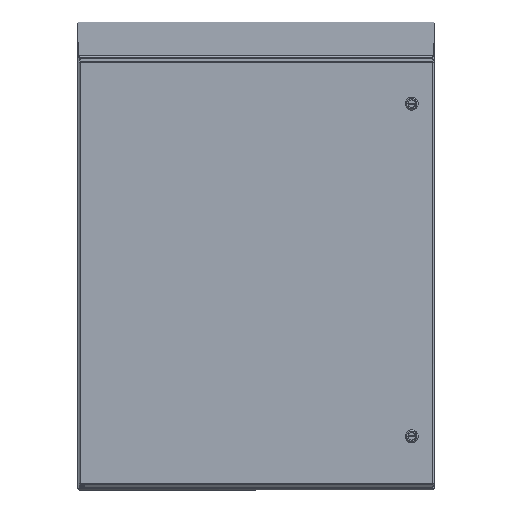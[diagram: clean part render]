
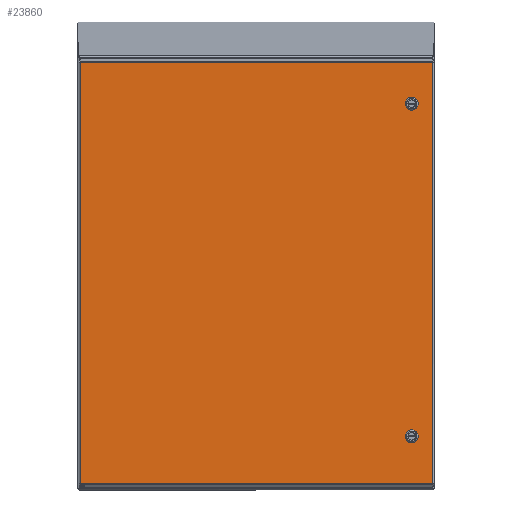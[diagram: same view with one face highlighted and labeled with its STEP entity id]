
A CAD part, top view. The second image highlights one B-rep face of the part: STEP entity #23860.
In plain terms, the highlighted planar face has unit normal (0, 0, 1).
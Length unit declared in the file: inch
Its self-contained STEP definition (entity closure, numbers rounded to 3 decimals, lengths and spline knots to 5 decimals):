
#22033=CARTESIAN_POINT('',(27.96087,-30.83316,0.074));
#22034=VERTEX_POINT('',#22033);
#22041=CARTESIAN_POINT('',(27.77499,-30.64723,0.074));
#22042=VERTEX_POINT('',#22041);
#22043=CARTESIAN_POINT('',(27.56134,-31.04668,0.074));
#22044=DIRECTION('',(0.0,0.0,-1.0));
#22045=DIRECTION('',(0.882,0.471,0.0));
#22046=AXIS2_PLACEMENT_3D('',#22043,#22044,#22045);
#22047=CIRCLE('',#22046,0.453);
#22048=EDGE_CURVE('',#22042,#22034,#22047,.T.);
#22073=CARTESIAN_POINT('',(27.34787,-30.64723,0.074));
#22074=VERTEX_POINT('',#22073);
#22075=CARTESIAN_POINT('',(27.34787,-30.64723,0.074));
#22076=DIRECTION('',(1.0,0.,0.0));
#22077=VECTOR('',#22076,0.42712);
#22078=LINE('',#22075,#22077);
#22079=EDGE_CURVE('',#22074,#22042,#22078,.T.);
#22105=CARTESIAN_POINT('',(27.16187,-30.83316,0.074));
#22106=VERTEX_POINT('',#22105);
#22107=CARTESIAN_POINT('',(27.56134,-31.04677,0.074));
#22108=DIRECTION('',(0.0,0.0,-1.0));
#22109=DIRECTION('',(-0.471,0.882,0.0));
#22110=AXIS2_PLACEMENT_3D('',#22107,#22108,#22109);
#22111=CIRCLE('',#22110,0.453);
#22112=EDGE_CURVE('',#22106,#22074,#22111,.T.);
#22137=CARTESIAN_POINT('',(27.16187,-31.26029,0.074));
#22138=VERTEX_POINT('',#22137);
#22139=CARTESIAN_POINT('',(27.16187,-31.26029,0.074));
#22140=DIRECTION('',(0.,1.0,0.0));
#22141=VECTOR('',#22140,0.42712);
#22142=LINE('',#22139,#22141);
#22143=EDGE_CURVE('',#22138,#22106,#22142,.T.);
#22169=CARTESIAN_POINT('',(27.3478,-31.44623,0.074));
#22170=VERTEX_POINT('',#22169);
#22171=CARTESIAN_POINT('',(27.56137,-31.04673,0.074));
#22172=DIRECTION('',(0.0,0.0,-1.0));
#22173=DIRECTION('',(-0.882,-0.471,0.0));
#22174=AXIS2_PLACEMENT_3D('',#22171,#22172,#22173);
#22175=CIRCLE('',#22174,0.453);
#22176=EDGE_CURVE('',#22170,#22138,#22175,.T.);
#22201=CARTESIAN_POINT('',(27.77493,-31.44623,0.074));
#22202=VERTEX_POINT('',#22201);
#22203=CARTESIAN_POINT('',(27.77493,-31.44623,0.074));
#22204=DIRECTION('',(-1.0,0.,0.0));
#22205=VECTOR('',#22204,0.42712);
#22206=LINE('',#22203,#22205);
#22207=EDGE_CURVE('',#22202,#22170,#22206,.T.);
#22233=CARTESIAN_POINT('',(27.96087,-31.26029,0.074));
#22234=VERTEX_POINT('',#22233);
#22235=CARTESIAN_POINT('',(27.56137,-31.04673,0.074));
#22236=DIRECTION('',(0.0,0.0,-1.0));
#22237=DIRECTION('',(0.471,-0.882,0.0));
#22238=AXIS2_PLACEMENT_3D('',#22235,#22236,#22237);
#22239=CIRCLE('',#22238,0.453);
#22240=EDGE_CURVE('',#22234,#22202,#22239,.T.);
#22263=CARTESIAN_POINT('',(27.96087,-30.83316,0.074));
#22264=DIRECTION('',(0.,-1.0,0.0));
#22265=VECTOR('',#22264,0.42712);
#22266=LINE('',#22263,#22265);
#22267=EDGE_CURVE('',#22034,#22234,#22266,.T.);
#22289=CARTESIAN_POINT('',(27.96087,-2.83316,0.074));
#22290=VERTEX_POINT('',#22289);
#22297=CARTESIAN_POINT('',(27.77499,-2.64723,0.074));
#22298=VERTEX_POINT('',#22297);
#22299=CARTESIAN_POINT('',(27.56134,-3.04668,0.074));
#22300=DIRECTION('',(0.0,0.0,-1.0));
#22301=DIRECTION('',(0.882,0.471,0.0));
#22302=AXIS2_PLACEMENT_3D('',#22299,#22300,#22301);
#22303=CIRCLE('',#22302,0.453);
#22304=EDGE_CURVE('',#22298,#22290,#22303,.T.);
#22329=CARTESIAN_POINT('',(27.34787,-2.64723,0.074));
#22330=VERTEX_POINT('',#22329);
#22331=CARTESIAN_POINT('',(27.34787,-2.64723,0.074));
#22332=DIRECTION('',(1.0,0.,0.0));
#22333=VECTOR('',#22332,0.42712);
#22334=LINE('',#22331,#22333);
#22335=EDGE_CURVE('',#22330,#22298,#22334,.T.);
#22361=CARTESIAN_POINT('',(27.16187,-2.83316,0.074));
#22362=VERTEX_POINT('',#22361);
#22363=CARTESIAN_POINT('',(27.56134,-3.04677,0.074));
#22364=DIRECTION('',(0.0,0.0,-1.0));
#22365=DIRECTION('',(-0.471,0.882,0.0));
#22366=AXIS2_PLACEMENT_3D('',#22363,#22364,#22365);
#22367=CIRCLE('',#22366,0.453);
#22368=EDGE_CURVE('',#22362,#22330,#22367,.T.);
#22393=CARTESIAN_POINT('',(27.16187,-3.26029,0.074));
#22394=VERTEX_POINT('',#22393);
#22395=CARTESIAN_POINT('',(27.16187,-3.26029,0.074));
#22396=DIRECTION('',(0.,1.0,0.0));
#22397=VECTOR('',#22396,0.42712);
#22398=LINE('',#22395,#22397);
#22399=EDGE_CURVE('',#22394,#22362,#22398,.T.);
#22425=CARTESIAN_POINT('',(27.3478,-3.44623,0.074));
#22426=VERTEX_POINT('',#22425);
#22427=CARTESIAN_POINT('',(27.56137,-3.04673,0.074));
#22428=DIRECTION('',(0.0,0.0,-1.0));
#22429=DIRECTION('',(-0.882,-0.471,0.0));
#22430=AXIS2_PLACEMENT_3D('',#22427,#22428,#22429);
#22431=CIRCLE('',#22430,0.453);
#22432=EDGE_CURVE('',#22426,#22394,#22431,.T.);
#22457=CARTESIAN_POINT('',(27.77493,-3.44623,0.074));
#22458=VERTEX_POINT('',#22457);
#22459=CARTESIAN_POINT('',(27.77493,-3.44623,0.074));
#22460=DIRECTION('',(-1.0,0.,0.0));
#22461=VECTOR('',#22460,0.42712);
#22462=LINE('',#22459,#22461);
#22463=EDGE_CURVE('',#22458,#22426,#22462,.T.);
#22489=CARTESIAN_POINT('',(27.96087,-3.26029,0.074));
#22490=VERTEX_POINT('',#22489);
#22491=CARTESIAN_POINT('',(27.56137,-3.04673,0.074));
#22492=DIRECTION('',(0.0,0.0,-1.0));
#22493=DIRECTION('',(0.471,-0.882,0.0));
#22494=AXIS2_PLACEMENT_3D('',#22491,#22492,#22493);
#22495=CIRCLE('',#22494,0.453);
#22496=EDGE_CURVE('',#22490,#22458,#22495,.T.);
#22519=CARTESIAN_POINT('',(27.96087,-2.83316,0.074));
#22520=DIRECTION('',(0.,-1.0,0.0));
#22521=VECTOR('',#22520,0.42712);
#22522=LINE('',#22519,#22521);
#22523=EDGE_CURVE('',#22290,#22490,#22522,.T.);
#22576=CARTESIAN_POINT('',(29.33112,-35.0199,0.074));
#22577=VERTEX_POINT('',#22576);
#22605=CARTESIAN_POINT('',(29.33112,0.42645,0.074));
#22606=VERTEX_POINT('',#22605);
#22617=CARTESIAN_POINT('',(29.33112,-35.0199,0.074));
#22618=DIRECTION('',(0.0,1.0,0.0));
#22619=VECTOR('',#22618,35.44636);
#22620=LINE('',#22617,#22619);
#22621=EDGE_CURVE('',#22577,#22606,#22620,.T.);
#23068=CARTESIAN_POINT('',(-0.33338,-35.0199,0.074));
#23069=VERTEX_POINT('',#23068);
#23165=CARTESIAN_POINT('',(-0.33338,0.42645,0.074));
#23166=VERTEX_POINT('',#23165);
#23167=CARTESIAN_POINT('',(-0.33338,0.42645,0.074));
#23168=DIRECTION('',(0.0,-1.0,0.0));
#23169=VECTOR('',#23168,35.44636);
#23170=LINE('',#23167,#23169);
#23171=EDGE_CURVE('',#23166,#23069,#23170,.T.);
#23773=CARTESIAN_POINT('',(29.33112,0.42645,0.074));
#23774=DIRECTION('',(-1.0,0.0,0.0));
#23775=VECTOR('',#23774,29.6645);
#23776=LINE('',#23773,#23775);
#23777=EDGE_CURVE('',#22606,#23166,#23776,.T.);
#23807=CARTESIAN_POINT('',(-0.33338,-35.0199,0.074));
#23808=DIRECTION('',(1.0,0.0,0.0));
#23809=VECTOR('',#23808,29.6645);
#23810=LINE('',#23807,#23809);
#23811=EDGE_CURVE('',#23069,#22577,#23810,.T.);
#23829=CARTESIAN_POINT('',(14.49887,-17.29673,0.074));
#23830=DIRECTION('',(0.0,0.0,1.0));
#23831=DIRECTION('',(1.0,0.0,0.0));
#23832=AXIS2_PLACEMENT_3D('',#23829,#23830,#23831);
#23833=PLANE('',#23832);
#23834=ORIENTED_EDGE('',*,*,#23811,.T.);
#23835=ORIENTED_EDGE('',*,*,#22621,.T.);
#23836=ORIENTED_EDGE('',*,*,#23777,.T.);
#23837=ORIENTED_EDGE('',*,*,#23171,.T.);
#23838=EDGE_LOOP('',(#23834,#23835,#23836,#23837));
#23839=FACE_OUTER_BOUND('',#23838,.T.);
#23840=ORIENTED_EDGE('',*,*,#22048,.T.);
#23841=ORIENTED_EDGE('',*,*,#22267,.T.);
#23842=ORIENTED_EDGE('',*,*,#22240,.T.);
#23843=ORIENTED_EDGE('',*,*,#22207,.T.);
#23844=ORIENTED_EDGE('',*,*,#22176,.T.);
#23845=ORIENTED_EDGE('',*,*,#22143,.T.);
#23846=ORIENTED_EDGE('',*,*,#22112,.T.);
#23847=ORIENTED_EDGE('',*,*,#22079,.T.);
#23848=EDGE_LOOP('',(#23840,#23841,#23842,#23843,#23844,#23845,#23846,#23847));
#23849=FACE_BOUND('',#23848,.T.);
#23850=ORIENTED_EDGE('',*,*,#22304,.T.);
#23851=ORIENTED_EDGE('',*,*,#22523,.T.);
#23852=ORIENTED_EDGE('',*,*,#22496,.T.);
#23853=ORIENTED_EDGE('',*,*,#22463,.T.);
#23854=ORIENTED_EDGE('',*,*,#22432,.T.);
#23855=ORIENTED_EDGE('',*,*,#22399,.T.);
#23856=ORIENTED_EDGE('',*,*,#22368,.T.);
#23857=ORIENTED_EDGE('',*,*,#22335,.T.);
#23858=EDGE_LOOP('',(#23850,#23851,#23852,#23853,#23854,#23855,#23856,#23857));
#23859=FACE_BOUND('',#23858,.T.);
#23860=ADVANCED_FACE('',(#23839,#23849,#23859),#23833,.T.);
